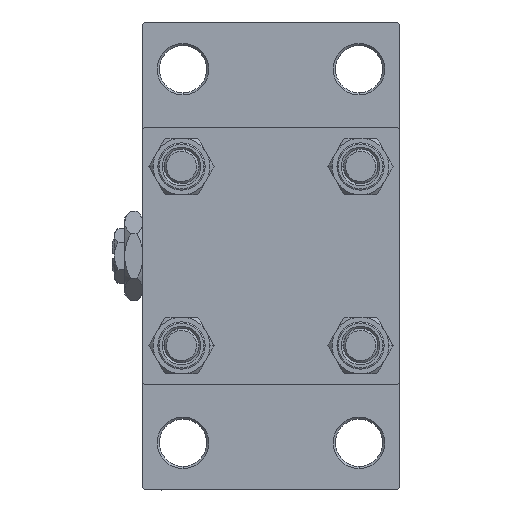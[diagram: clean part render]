
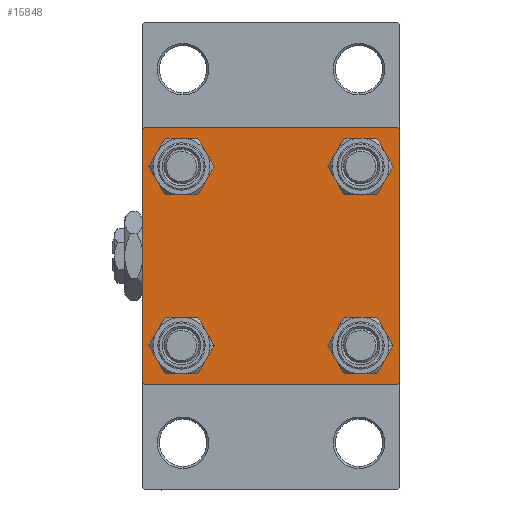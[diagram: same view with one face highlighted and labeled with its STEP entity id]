
A CAD part, left-side view. The second image highlights one B-rep face of the part: STEP entity #15848.
In plain terms, the highlighted planar face has unit normal (-1, 0, 0).
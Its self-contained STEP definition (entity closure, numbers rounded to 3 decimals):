
#389 = CARTESIAN_POINT ( 'NONE',  ( 0., 20.85, 25.35 ) ) ;
#431 = VERTEX_POINT ( 'NONE', #13687 ) ;
#1420 = DIRECTION ( 'NONE',  ( 1., 0., 0. ) ) ;
#1655 = DIRECTION ( 'NONE',  ( 0., 0., 1. ) ) ;
#1760 = ORIENTED_EDGE ( 'NONE', *, *, #35279, .T. ) ;
#1815 = EDGE_CURVE ( 'NONE', #17258, #26338, #46772, .T. ) ;
#2339 = CARTESIAN_POINT ( 'NONE',  ( 0., -20.85, 16.35 ) ) ;
#2628 = DIRECTION ( 'NONE',  ( 0., 0., 1. ) ) ;
#2749 = CIRCLE ( 'NONE', #46146, 4.5 ) ;
#2903 = DIRECTION ( 'NONE',  ( 1., 0., 0. ) ) ;
#2940 = EDGE_CURVE ( 'NONE', #21772, #431, #47207, .T. ) ;
#3059 = ORIENTED_EDGE ( 'NONE', *, *, #2940, .T. ) ;
#3094 = FACE_BOUND ( 'NONE', #33901, .T. ) ;
#3807 = ORIENTED_EDGE ( 'NONE', *, *, #7372, .T. ) ;
#4005 = ORIENTED_EDGE ( 'NONE', *, *, #1815, .T. ) ;
#4120 = VERTEX_POINT ( 'NONE', #39490 ) ;
#4222 = CARTESIAN_POINT ( 'NONE',  ( 0., 30., 29.5 ) ) ;
#4832 = CARTESIAN_POINT ( 'NONE',  ( 0., 20.85, 20.85 ) ) ;
#4879 = LINE ( 'NONE', #46875, #25018 ) ;
#4917 = CIRCLE ( 'NONE', #45886, 4.5 ) ;
#5182 = DIRECTION ( 'NONE',  ( 1., 0., 0. ) ) ;
#5503 = VERTEX_POINT ( 'NONE', #15763 ) ;
#6953 = VECTOR ( 'NONE', #38082, 1000. ) ;
#7104 = FACE_BOUND ( 'NONE', #23115, .T. ) ;
#7225 = EDGE_CURVE ( 'NONE', #31247, #5503, #34578, .T. ) ;
#7310 = EDGE_CURVE ( 'NONE', #431, #21772, #24144, .T. ) ;
#7372 = EDGE_CURVE ( 'NONE', #4120, #24825, #32979, .T. ) ;
#7458 = EDGE_LOOP ( 'NONE', ( #41435, #3807 ) ) ;
#7842 = CARTESIAN_POINT ( 'NONE',  ( 0., 0., 0. ) ) ;
#8000 = ORIENTED_EDGE ( 'NONE', *, *, #8277, .F. ) ;
#8277 = EDGE_CURVE ( 'NONE', #37079, #16533, #13276, .T. ) ;
#8542 = DIRECTION ( 'NONE',  ( 0., 0., -1. ) ) ;
#10630 = FACE_OUTER_BOUND ( 'NONE', #36363, .T. ) ;
#11911 = CARTESIAN_POINT ( 'NONE',  ( 0., -29.5, 30. ) ) ;
#12690 = DIRECTION ( 'NONE',  ( 0., 0.707, 0.707 ) ) ;
#12965 = VECTOR ( 'NONE', #32094, 1000. ) ;
#13041 = ORIENTED_EDGE ( 'NONE', *, *, #49689, .F. ) ;
#13276 = LINE ( 'NONE', #48203, #45865 ) ;
#13687 = CARTESIAN_POINT ( 'NONE',  ( 0., -20.85, 25.35 ) ) ;
#13691 = DIRECTION ( 'NONE',  ( 1., 0., 0. ) ) ;
#13767 = DIRECTION ( 'NONE',  ( 0., 0., -1. ) ) ;
#13927 = CARTESIAN_POINT ( 'NONE',  ( 0., 30., -29.5 ) ) ;
#15414 = FACE_BOUND ( 'NONE', #7458, .T. ) ;
#15763 = CARTESIAN_POINT ( 'NONE',  ( 0., -20.85, -25.35 ) ) ;
#15848 = ADVANCED_FACE ( 'NONE', ( #3094, #7104, #15414, #22449, #10630 ), #49112, .T. ) ;
#16182 = VECTOR ( 'NONE', #8542, 1000. ) ;
#16533 = VERTEX_POINT ( 'NONE', #36863 ) ;
#16664 = VERTEX_POINT ( 'NONE', #389 ) ;
#16760 = CARTESIAN_POINT ( 'NONE',  ( 0., -20.85, 20.85 ) ) ;
#16922 = CARTESIAN_POINT ( 'NONE',  ( 0., 30., 30. ) ) ;
#17258 = VERTEX_POINT ( 'NONE', #4222 ) ;
#17294 = AXIS2_PLACEMENT_3D ( 'NONE', #38628, #34390, #46661 ) ;
#18186 = CARTESIAN_POINT ( 'NONE',  ( 0., -30., 29.5 ) ) ;
#18238 = VECTOR ( 'NONE', #19943, 1000. ) ;
#18328 = ORIENTED_EDGE ( 'NONE', *, *, #34117, .T. ) ;
#18466 = CARTESIAN_POINT ( 'NONE',  ( 0., 29.75, 29.75 ) ) ;
#19243 = EDGE_CURVE ( 'NONE', #24825, #4120, #2749, .T. ) ;
#19943 = DIRECTION ( 'NONE',  ( 0., -1., 0. ) ) ;
#20117 = AXIS2_PLACEMENT_3D ( 'NONE', #16760, #1420, #36356 ) ;
#21065 = ORIENTED_EDGE ( 'NONE', *, *, #27451, .T. ) ;
#21264 = EDGE_CURVE ( 'NONE', #5503, #31247, #38192, .T. ) ;
#21453 = CARTESIAN_POINT ( 'NONE',  ( 0., 29.5, 30. ) ) ;
#21567 = CARTESIAN_POINT ( 'NONE',  ( 0., -20.85, -20.85 ) ) ;
#21712 = DIRECTION ( 'NONE',  ( 0., 0., 1. ) ) ;
#21772 = VERTEX_POINT ( 'NONE', #2339 ) ;
#21874 = AXIS2_PLACEMENT_3D ( 'NONE', #7842, #25967, #41305 ) ;
#22449 = FACE_BOUND ( 'NONE', #28362, .T. ) ;
#22788 = CARTESIAN_POINT ( 'NONE',  ( 0., -20.85, -16.35 ) ) ;
#22983 = CARTESIAN_POINT ( 'NONE',  ( 0., -29.75, -29.75 ) ) ;
#23115 = EDGE_LOOP ( 'NONE', ( #37702, #31868 ) ) ;
#23160 = CARTESIAN_POINT ( 'NONE',  ( 0., 30., 30. ) ) ;
#24144 = CIRCLE ( 'NONE', #20117, 4.5 ) ;
#24449 = DIRECTION ( 'NONE',  ( 0., 0., 1. ) ) ;
#24507 = CARTESIAN_POINT ( 'NONE',  ( 0., 20.85, -20.85 ) ) ;
#24825 = VERTEX_POINT ( 'NONE', #28869 ) ;
#25018 = VECTOR ( 'NONE', #12690, 1000. ) ;
#25426 = VECTOR ( 'NONE', #30011, 1000. ) ;
#25967 = DIRECTION ( 'NONE',  ( -1., 0., 0. ) ) ;
#26338 = VERTEX_POINT ( 'NONE', #13927 ) ;
#26758 = DIRECTION ( 'NONE',  ( 0., -0.707, 0.707 ) ) ;
#26781 = DIRECTION ( 'NONE',  ( 0., 0., 1. ) ) ;
#27005 = LINE ( 'NONE', #18466, #6953 ) ;
#27451 = EDGE_CURVE ( 'NONE', #26338, #41359, #44590, .T. ) ;
#27533 = AXIS2_PLACEMENT_3D ( 'NONE', #37848, #2903, #26781 ) ;
#28124 = AXIS2_PLACEMENT_3D ( 'NONE', #21567, #36911, #45452 ) ;
#28362 = EDGE_LOOP ( 'NONE', ( #34667, #31141 ) ) ;
#28869 = CARTESIAN_POINT ( 'NONE',  ( 0., 20.85, -16.35 ) ) ;
#28952 = ORIENTED_EDGE ( 'NONE', *, *, #7310, .T. ) ;
#29745 = AXIS2_PLACEMENT_3D ( 'NONE', #39625, #5182, #1655 ) ;
#29770 = DIRECTION ( 'NONE',  ( 1., 0., 0. ) ) ;
#29786 = VERTEX_POINT ( 'NONE', #30702 ) ;
#30011 = DIRECTION ( 'NONE',  ( 0., -0.707, -0.707 ) ) ;
#30702 = CARTESIAN_POINT ( 'NONE',  ( 0., 20.85, 16.35 ) ) ;
#30816 = EDGE_CURVE ( 'NONE', #29786, #16664, #4917, .T. ) ;
#31141 = ORIENTED_EDGE ( 'NONE', *, *, #30816, .T. ) ;
#31247 = VERTEX_POINT ( 'NONE', #22788 ) ;
#31868 = ORIENTED_EDGE ( 'NONE', *, *, #21264, .T. ) ;
#32094 = DIRECTION ( 'NONE',  ( 0., -1., 0. ) ) ;
#32513 = VERTEX_POINT ( 'NONE', #11911 ) ;
#32979 = CIRCLE ( 'NONE', #29745, 4.5 ) ;
#33143 = CIRCLE ( 'NONE', #27533, 4.5 ) ;
#33901 = EDGE_LOOP ( 'NONE', ( #28952, #3059 ) ) ;
#34117 = EDGE_CURVE ( 'NONE', #41359, #49224, #43155, .T. ) ;
#34390 = DIRECTION ( 'NONE',  ( 1., 0., 0. ) ) ;
#34578 = CIRCLE ( 'NONE', #28124, 4.5 ) ;
#34667 = ORIENTED_EDGE ( 'NONE', *, *, #36774, .T. ) ;
#35279 = EDGE_CURVE ( 'NONE', #37079, #32513, #4879, .T. ) ;
#35367 = CARTESIAN_POINT ( 'NONE',  ( 0., 30., -30. ) ) ;
#35513 = DIRECTION ( 'NONE',  ( 1., 0., 0. ) ) ;
#35529 = LINE ( 'NONE', #16922, #18238 ) ;
#36356 = DIRECTION ( 'NONE',  ( 0., 0., 1. ) ) ;
#36363 = EDGE_LOOP ( 'NONE', ( #4005, #21065, #18328, #44945, #8000, #1760, #13041, #46216 ) ) ;
#36774 = EDGE_CURVE ( 'NONE', #16664, #29786, #33143, .T. ) ;
#36863 = CARTESIAN_POINT ( 'NONE',  ( 0., -30., -29.5 ) ) ;
#36911 = DIRECTION ( 'NONE',  ( 1., 0., 0. ) ) ;
#37026 = VERTEX_POINT ( 'NONE', #21453 ) ;
#37071 = CARTESIAN_POINT ( 'NONE',  ( 0., -20.85, 20.85 ) ) ;
#37079 = VERTEX_POINT ( 'NONE', #18186 ) ;
#37577 = LINE ( 'NONE', #22983, #42284 ) ;
#37702 = ORIENTED_EDGE ( 'NONE', *, *, #7225, .T. ) ;
#37848 = CARTESIAN_POINT ( 'NONE',  ( 0., 20.85, 20.85 ) ) ;
#38082 = DIRECTION ( 'NONE',  ( 0., 0.707, -0.707 ) ) ;
#38192 = CIRCLE ( 'NONE', #17294, 4.5 ) ;
#38628 = CARTESIAN_POINT ( 'NONE',  ( 0., -20.85, -20.85 ) ) ;
#39490 = CARTESIAN_POINT ( 'NONE',  ( 0., 20.85, -25.35 ) ) ;
#39625 = CARTESIAN_POINT ( 'NONE',  ( 0., 20.85, -20.85 ) ) ;
#41305 = DIRECTION ( 'NONE',  ( 0., 0., 1. ) ) ;
#41359 = VERTEX_POINT ( 'NONE', #48179 ) ;
#41435 = ORIENTED_EDGE ( 'NONE', *, *, #19243, .T. ) ;
#41579 = AXIS2_PLACEMENT_3D ( 'NONE', #37071, #29770, #2628 ) ;
#42284 = VECTOR ( 'NONE', #26758, 1000. ) ;
#43155 = LINE ( 'NONE', #35367, #12965 ) ;
#44590 = LINE ( 'NONE', #49380, #25426 ) ;
#44945 = ORIENTED_EDGE ( 'NONE', *, *, #49507, .T. ) ;
#45426 = CARTESIAN_POINT ( 'NONE',  ( 0., -29.5, -30. ) ) ;
#45452 = DIRECTION ( 'NONE',  ( 0., 0., 1. ) ) ;
#45865 = VECTOR ( 'NONE', #13767, 1000. ) ;
#45886 = AXIS2_PLACEMENT_3D ( 'NONE', #4832, #35513, #24449 ) ;
#46146 = AXIS2_PLACEMENT_3D ( 'NONE', #24507, #13691, #21712 ) ;
#46216 = ORIENTED_EDGE ( 'NONE', *, *, #49602, .T. ) ;
#46661 = DIRECTION ( 'NONE',  ( 0., 0., 1. ) ) ;
#46772 = LINE ( 'NONE', #23160, #16182 ) ;
#46875 = CARTESIAN_POINT ( 'NONE',  ( 0., -29.75, 29.75 ) ) ;
#47207 = CIRCLE ( 'NONE', #41579, 4.5 ) ;
#48179 = CARTESIAN_POINT ( 'NONE',  ( 0., 29.5, -30. ) ) ;
#48203 = CARTESIAN_POINT ( 'NONE',  ( 0., -30., 30. ) ) ;
#49112 = PLANE ( 'NONE',  #21874 ) ;
#49224 = VERTEX_POINT ( 'NONE', #45426 ) ;
#49380 = CARTESIAN_POINT ( 'NONE',  ( 0., 29.75, -29.75 ) ) ;
#49507 = EDGE_CURVE ( 'NONE', #49224, #16533, #37577, .T. ) ;
#49602 = EDGE_CURVE ( 'NONE', #37026, #17258, #27005, .T. ) ;
#49689 = EDGE_CURVE ( 'NONE', #37026, #32513, #35529, .T. ) ;
